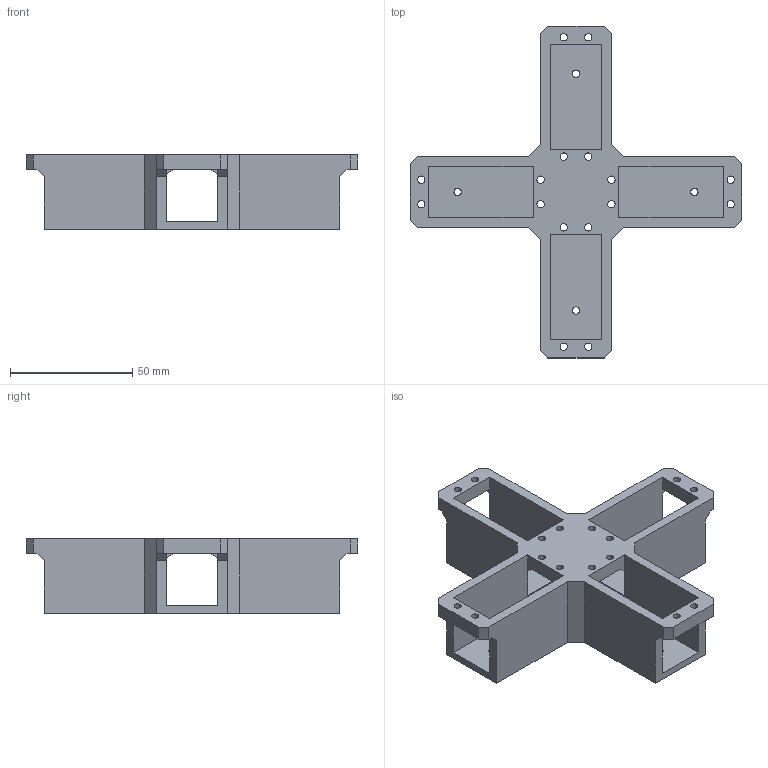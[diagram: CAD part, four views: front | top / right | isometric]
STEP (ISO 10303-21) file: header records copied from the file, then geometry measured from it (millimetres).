
FILE_DESCRIPTION(('FreeCAD Model'),'2;1');
FILE_NAME('body_core.step', '2016-01-29T14:01:26',(''),(''),'Open CASCADE STEP processor 6.8', 'FreeCAD','Unknown');
FILE_SCHEMA(('AUTOMOTIVE_DESIGN_CC2 { 1 2 10303 214 -1 1 5 4 }'));
Length unit declared in the file: millimetre
Products named in the file (2): ASSEMBLY; Pad001007004004002003004004002010008
Assembly tree (1 placements, depth 2):
  ASSEMBLY
    Pad001007004004002003004004002010008
Bounding box: 136 x 136 x 30.5 mm (x, y, z)
Volume: 67456.5 mm3; surface area: 39420.2 mm2
Topology: 1 solids, 1 shells, 95 faces, 296 edges, 192 vertices
Faces by surface type: plane 75, cylinder 20
Full cylindrical faces by diameter (mm): 3 x20
Entity records: 7207 total; most frequent: CARTESIAN_POINT 1229, DIRECTION 1080, LINE 768, VECTOR 768, ORIENTED_EDGE 592, PCURVE 592, DEFINITIONAL_REPRESENTATION 592, EDGE_CURVE 296
